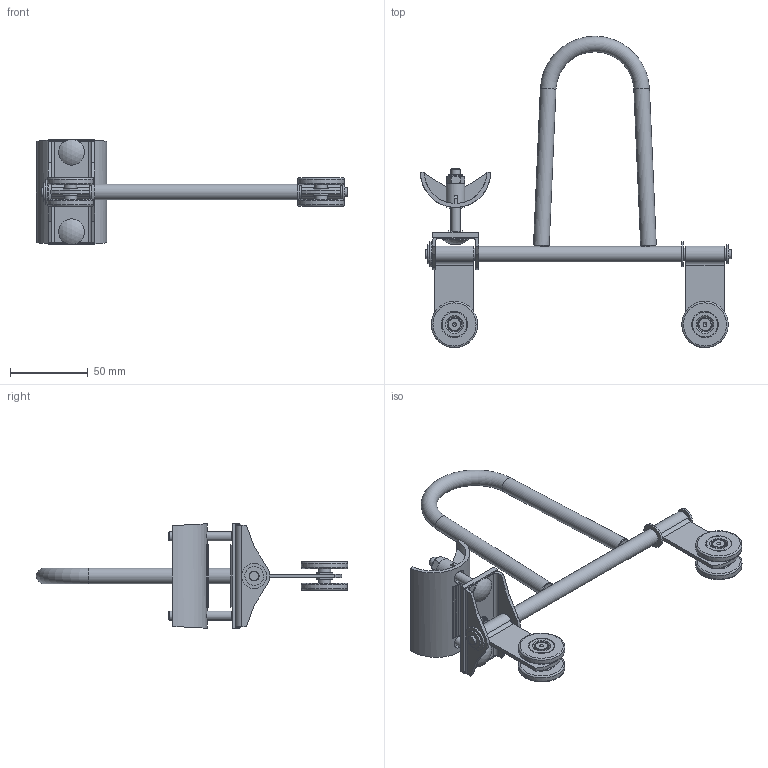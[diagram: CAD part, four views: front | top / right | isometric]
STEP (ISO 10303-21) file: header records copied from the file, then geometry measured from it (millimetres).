
FILE_DESCRIPTION(/* description */ (''),/* implementation_level */ '2;1');
FILE_NAME(/* name */ '2433P.stp',/* time_stamp */ '2024-07-10T10:03:27+02:00',/* author */ ('Giuliano'),/* organization */ (''),/* preprocessor_version */ 'ST-DEVELOPER v18.1',/* originating_system */ 'Autodesk Inventor 2021',/* authorisation */ '');
FILE_SCHEMA (('AUTOMOTIVE_DESIGN { 1 0 10303 214 3 1 1 }'));
Length unit declared in the file: millimetre
Products named in the file (1): Pièce1
Bounding box: 199.5 x 199.79 x 67.55 mm (x, y, z)
Volume: 84779.8 mm3; surface area: 58701.3 mm2
Topology: 11 solids, 11 shells, 384 faces, 862 edges, 549 vertices
Faces by surface type: plane 238, cylinder 88, cone 29, torus 23, bspline 4, sphere 2
Full cylindrical faces by diameter (mm): 5.8 x2, 6 x5, 6.4 x2, 6.5 x2, 7.9 x6, 8 x1, 8.1 x2, 8.2 x2, 8.348 x4, 9 x2, 9.182 x2, 9.5 x8, 10 x3, 11.148 x4, 12 x4, 16 x6, 16.55 x2, 17 x8
Entity records: 11409 total; most frequent: CARTESIAN_POINT 2556, DIRECTION 1914, ORIENTED_EDGE 1716, EDGE_CURVE 858, AXIS2_PLACEMENT_3D 713, VERTEX_POINT 549, LINE 488, VECTOR 488
